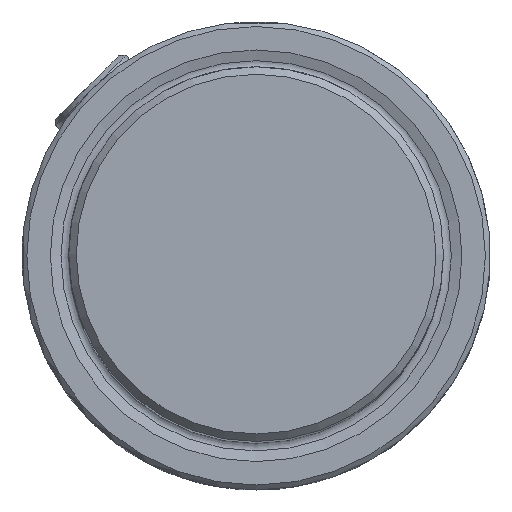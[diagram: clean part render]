
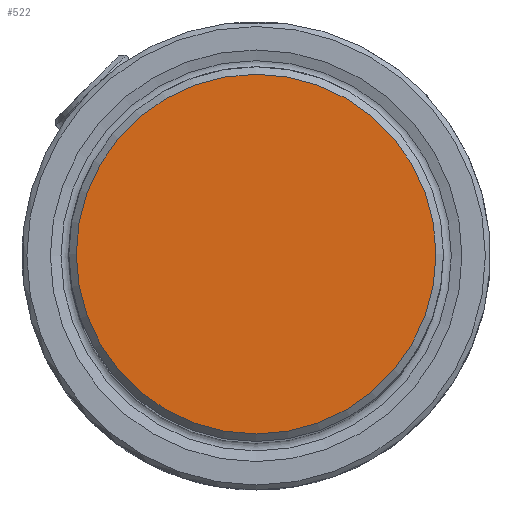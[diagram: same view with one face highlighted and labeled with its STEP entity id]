
A CAD part, top view. The second image highlights one B-rep face of the part: STEP entity #522.
In plain terms, the highlighted planar face has unit normal (0, 0, 1).
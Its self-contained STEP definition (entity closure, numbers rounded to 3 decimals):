
#344=CIRCLE('',#5014,18.287);
#522=ADVANCED_FACE('',(#918),#789,.T.);
#789=PLANE('',#5015);
#918=FACE_OUTER_BOUND('',#1158,.T.);
#1158=EDGE_LOOP('',(#1762));
#1762=ORIENTED_EDGE('',*,*,#3627,.T.);
#3131=VERTEX_POINT('',#7322);
#3627=EDGE_CURVE('',#3131,#3131,#344,.T.);
#5014=AXIS2_PLACEMENT_3D('',#7321,#5678,#5679);
#5015=AXIS2_PLACEMENT_3D('',#7323,#5680,#5681);
#5678=DIRECTION('',(0.,0.,1.));
#5679=DIRECTION('',(0.,-1.,0.));
#5680=DIRECTION('',(0.,0.,1.));
#5681=DIRECTION('',(0.,1.,0.));
#7321=CARTESIAN_POINT('',(0.,0.,95.25));
#7322=CARTESIAN_POINT('',(0.,-18.287,95.25));
#7323=CARTESIAN_POINT('',(0.,0.,95.25));
